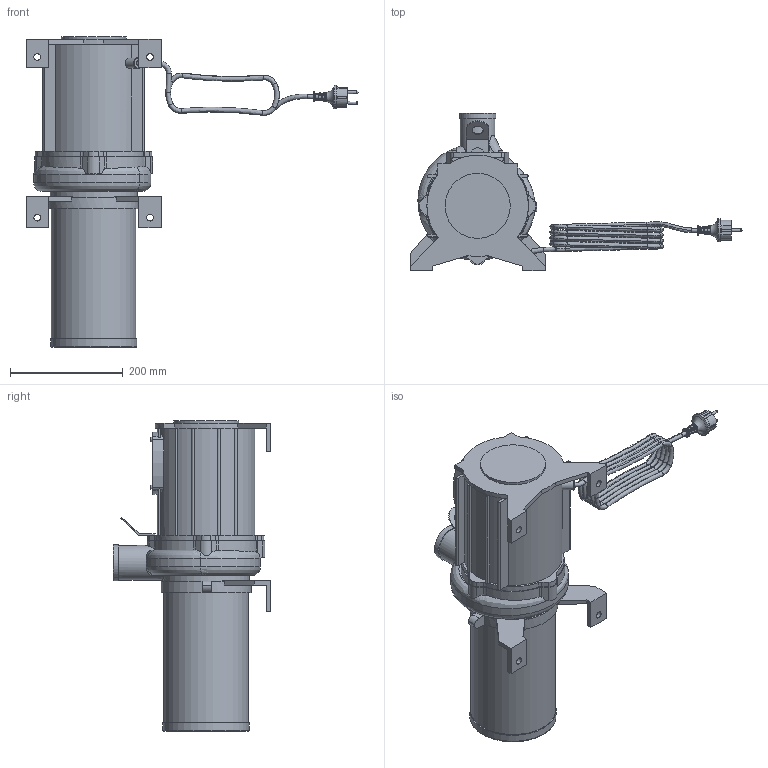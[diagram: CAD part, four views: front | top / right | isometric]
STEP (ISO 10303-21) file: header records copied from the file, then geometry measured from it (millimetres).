
FILE_DESCRIPTION(/* description */ (''),/* implementation_level */ '2;1');
FILE_NAME(/* name */ '55727 USP 512 W.stp',/* time_stamp */ '2015-05-19T10:15:06+02:00',/* author */ ('guzb562'),/* organization */ (''),/* preprocessor_version */ 'ST-DEVELOPER v15.6',/* originating_system */ 'Autodesk Inventor 2015',/* authorisation */ '');
FILE_SCHEMA (('AUTOMOTIVE_DESIGN { 1 0 10303 214 3 1 1 }'));
Length unit declared in the file: millimetre
Products named in the file (5): USP512W; Filter für USP512 W; kabel_1; stecker_schuko; 55727 USP 512 W
Assembly tree (4 placements, depth 2):
  55727 USP 512 W
    USP512W
    Filter für USP512 W
    kabel_1
    stecker_schuko
Bounding box: 588.86 x 280 x 551 mm (x, y, z)
Volume: 8070707.1 mm3; surface area: 757676.4 mm2
Topology: 4 solids, 5 shells, 690 faces, 1795 edges, 1165 vertices
Faces by surface type: plane 368, bspline 166, cylinder 145, torus 7, cone 4
Full cylindrical faces by diameter (mm): 5 x3, 7 x1, 7.566 x4, 8.093 x1, 12 x4, 17 x1, 17.532 x1, 20 x1, 41.5 x1, 60.3 x1, 61.426 x1, 64.499 x1, 76.1 x1, 88.388 x1, 115.527 x1, 148 x1, 150 x1, 153 x1, 154.035 x1
Entity records: 38578 total; most frequent: CARTESIAN_POINT 22058, ORIENTED_EDGE 3478, DIRECTION 2947, EDGE_CURVE 1739, VERTEX_POINT 1150, AXIS2_PLACEMENT_3D 1011, LINE 925, VECTOR 925
